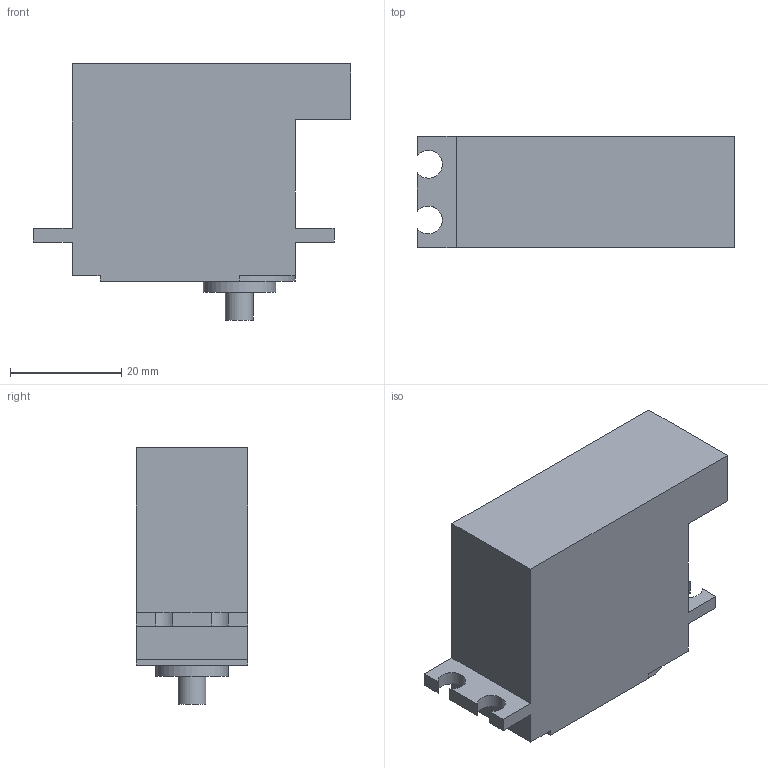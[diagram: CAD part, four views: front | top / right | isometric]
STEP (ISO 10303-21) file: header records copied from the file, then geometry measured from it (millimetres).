
FILE_DESCRIPTION(/* description */ (''),/* implementation_level */ '2;1');
FILE_NAME(/* name */ 'Motorv2.stp',/* time_stamp */ '2022-03-11T13:54:08+00:00',/* author */ ('piers'),/* organization */ (''),/* preprocessor_version */ 'ST-DEVELOPER v18.1',/* originating_system */ 'Autodesk Inventor 2022',/* authorisation */ '');
FILE_SCHEMA (('AUTOMOTIVE_DESIGN { 1 0 10303 214 3 1 1 }'));
Length unit declared in the file: millimetre
Products named in the file (1): Motorv2
Bounding box: 57 x 20 x 46 mm (x, y, z)
Volume: 33934.6 mm3; surface area: 7597.6 mm2
Topology: 1 solids, 1 shells, 33 faces, 86 edges, 57 vertices
Faces by surface type: plane 26, cylinder 7
Full cylindrical faces by diameter (mm): 5 x1, 13 x1
Entity records: 1048 total; most frequent: CARTESIAN_POINT 177, ORIENTED_EDGE 172, DIRECTION 169, EDGE_CURVE 86, LINE 71, VECTOR 71, VERTEX_POINT 57, AXIS2_PLACEMENT_3D 49
